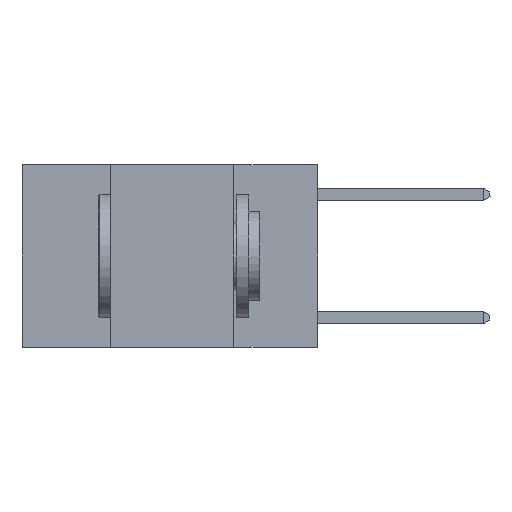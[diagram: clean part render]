
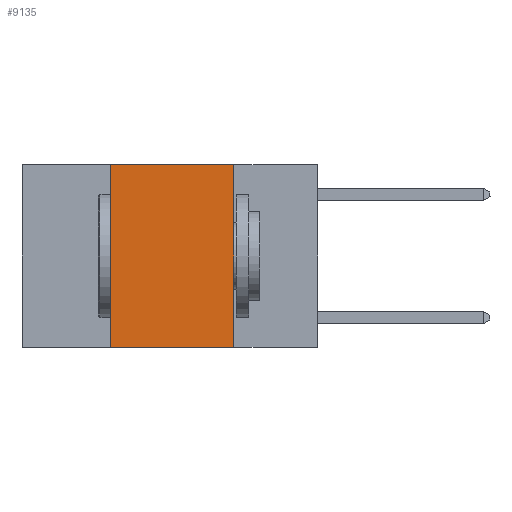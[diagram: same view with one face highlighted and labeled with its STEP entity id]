
A CAD part, left-side view. The second image highlights one B-rep face of the part: STEP entity #9135.
In plain terms, the highlighted planar face has unit normal (-1, 0, 0).
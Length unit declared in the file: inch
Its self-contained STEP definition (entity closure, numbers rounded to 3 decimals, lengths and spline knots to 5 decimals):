
#2497 = EDGE_LOOP ( 'NONE', ( #23309, #11788, #12973, #13865 ) ) ;
#2872 = EDGE_CURVE ( 'NONE', #13988, #20984, #29852, .T. ) ;
#4243 = LINE ( 'NONE', #31447, #10141 ) ;
#6592 = DIRECTION ( 'NONE',  ( 0., -1., 0. ) ) ;
#7245 = LINE ( 'NONE', #13842, #26452 ) ;
#7940 = EDGE_CURVE ( 'NONE', #12483, #10632, #30534, .T. ) ;
#9135 = ADVANCED_FACE ( 'NONE', ( #27770 ), #14386, .F. ) ;
#9745 = CARTESIAN_POINT ( 'NONE',  ( 0., 0.42, 0. ) ) ;
#9871 = VECTOR ( 'NONE', #12337, 39.37008 ) ;
#10141 = VECTOR ( 'NONE', #6592, 39.37008 ) ;
#10550 = AXIS2_PLACEMENT_3D ( 'NONE', #19297, #31699, #16884 ) ;
#10632 = VERTEX_POINT ( 'NONE', #31939 ) ;
#11788 = ORIENTED_EDGE ( 'NONE', *, *, #23602, .F. ) ;
#12337 = DIRECTION ( 'NONE',  ( 0., 0., 1. ) ) ;
#12483 = VERTEX_POINT ( 'NONE', #26808 ) ;
#12973 = ORIENTED_EDGE ( 'NONE', *, *, #7940, .F. ) ;
#13066 = EDGE_CURVE ( 'NONE', #12483, #20984, #7245, .T. ) ;
#13842 = CARTESIAN_POINT ( 'NONE',  ( 0., 0.6, -0.37 ) ) ;
#13865 = ORIENTED_EDGE ( 'NONE', *, *, #13066, .T. ) ;
#13988 = VERTEX_POINT ( 'NONE', #25497 ) ;
#14386 = PLANE ( 'NONE',  #10550 ) ;
#15163 = CARTESIAN_POINT ( 'NONE',  ( 0., 0.17, -0.37 ) ) ;
#16690 = VECTOR ( 'NONE', #17078, 39.37008 ) ;
#16884 = DIRECTION ( 'NONE',  ( 0., 0., -1. ) ) ;
#17078 = DIRECTION ( 'NONE',  ( 0., 0., -1. ) ) ;
#19297 = CARTESIAN_POINT ( 'NONE',  ( 0., 0.6, 0. ) ) ;
#20984 = VERTEX_POINT ( 'NONE', #15163 ) ;
#23309 = ORIENTED_EDGE ( 'NONE', *, *, #2872, .F. ) ;
#23602 = EDGE_CURVE ( 'NONE', #10632, #13988, #4243, .T. ) ;
#25497 = CARTESIAN_POINT ( 'NONE',  ( 0., 0.17, 0. ) ) ;
#26452 = VECTOR ( 'NONE', #31273, 39.37008 ) ;
#26808 = CARTESIAN_POINT ( 'NONE',  ( 0., 0.42, -0.37 ) ) ;
#27770 = FACE_OUTER_BOUND ( 'NONE', #2497, .T. ) ;
#29852 = LINE ( 'NONE', #31895, #16690 ) ;
#30534 = LINE ( 'NONE', #9745, #9871 ) ;
#31273 = DIRECTION ( 'NONE',  ( 0., -1., 0. ) ) ;
#31447 = CARTESIAN_POINT ( 'NONE',  ( 0., 0.6, 0. ) ) ;
#31699 = DIRECTION ( 'NONE',  ( 1., 0., 0. ) ) ;
#31895 = CARTESIAN_POINT ( 'NONE',  ( 0., 0.17, 0. ) ) ;
#31939 = CARTESIAN_POINT ( 'NONE',  ( 0., 0.42, 0. ) ) ;
